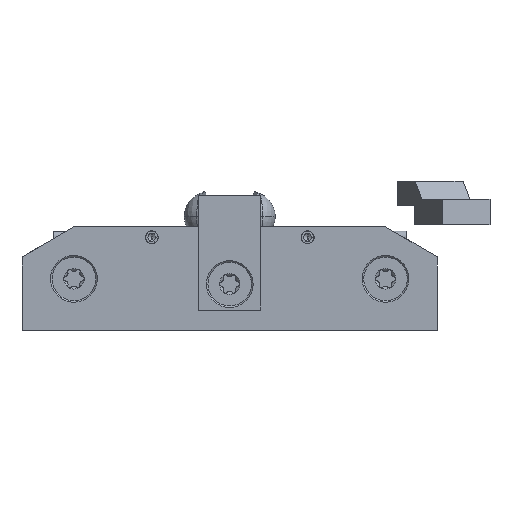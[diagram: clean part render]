
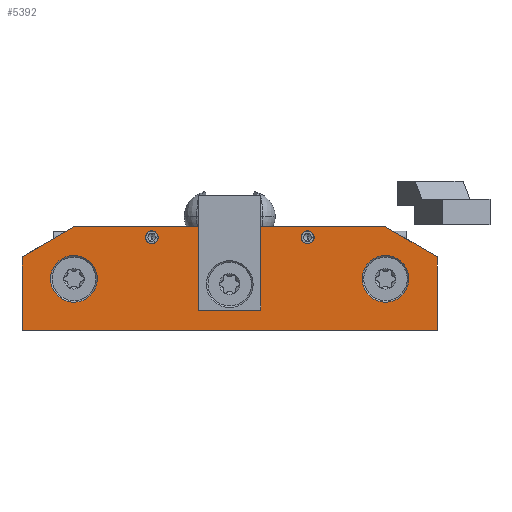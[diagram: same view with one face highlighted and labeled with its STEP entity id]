
A CAD part, left-side view. The second image highlights one B-rep face of the part: STEP entity #5392.
In plain terms, the highlighted planar face has unit normal (-1, 0, 0).
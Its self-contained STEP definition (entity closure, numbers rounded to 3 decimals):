
#163=DIRECTION('',(0.,-1.,0.));
#164=VECTOR('',#163,24.);
#165=CARTESIAN_POINT('',(-12.,-6.,20.));
#166=LINE('',#165,#164);
#225=DIRECTION('',(0.,-1.,0.));
#226=VECTOR('',#225,24.);
#227=CARTESIAN_POINT('',(-12.,30.,20.));
#228=LINE('',#227,#226);
#919=CARTESIAN_POINT('',(-12.,30.,10.));
#920=DIRECTION('',(-1.,0.,0.));
#921=DIRECTION('',(0.,0.,-1.));
#922=AXIS2_PLACEMENT_3D('',#919,#920,#921);
#924=CARTESIAN_POINT('',(-12.,30.,10.));
#925=DIRECTION('',(-1.,0.,0.));
#926=DIRECTION('',(0.,0.,1.));
#927=AXIS2_PLACEMENT_3D('',#924,#925,#926);
#929=CARTESIAN_POINT('',(-12.,-30.,10.));
#930=DIRECTION('',(-1.,0.,0.));
#931=DIRECTION('',(0.,0.,-1.));
#932=AXIS2_PLACEMENT_3D('',#929,#930,#931);
#934=CARTESIAN_POINT('',(-12.,-30.,10.));
#935=DIRECTION('',(-1.,0.,0.));
#936=DIRECTION('',(0.,0.,1.));
#937=AXIS2_PLACEMENT_3D('',#934,#935,#936);
#939=CARTESIAN_POINT('',(-12.,15.,18.));
#940=DIRECTION('',(-1.,0.,0.));
#941=DIRECTION('',(0.,0.,-1.));
#942=AXIS2_PLACEMENT_3D('',#939,#940,#941);
#944=CARTESIAN_POINT('',(-12.,15.,18.));
#945=DIRECTION('',(-1.,0.,0.));
#946=DIRECTION('',(0.,0.,1.));
#947=AXIS2_PLACEMENT_3D('',#944,#945,#946);
#949=CARTESIAN_POINT('',(-12.,-15.,18.));
#950=DIRECTION('',(1.,0.,0.));
#951=DIRECTION('',(0.,0.,1.));
#952=AXIS2_PLACEMENT_3D('',#949,#950,#951);
#954=CARTESIAN_POINT('',(-12.,-15.,18.));
#955=DIRECTION('',(1.,0.,0.));
#956=DIRECTION('',(0.,0.,-1.));
#957=AXIS2_PLACEMENT_3D('',#954,#955,#956);
#959=DIRECTION('',(0.,0.866,0.5));
#960=VECTOR('',#959,11.547);
#961=CARTESIAN_POINT('',(-12.,-40.,14.226));
#962=LINE('',#961,#960);
#963=DIRECTION('',(0.,0.,1.));
#964=VECTOR('',#963,14.226);
#965=CARTESIAN_POINT('',(-12.,40.,0.));
#966=LINE('',#965,#964);
#967=DIRECTION('',(0.,0.866,-0.5));
#968=VECTOR('',#967,11.547);
#969=CARTESIAN_POINT('',(-12.,30.,20.));
#970=LINE('',#969,#968);
#971=DIRECTION('',(0.,0.,-1.));
#972=VECTOR('',#971,16.);
#973=CARTESIAN_POINT('',(-12.,6.,20.));
#974=LINE('',#973,#972);
#975=DIRECTION('',(0.,1.,0.));
#976=VECTOR('',#975,12.);
#977=CARTESIAN_POINT('',(-12.,-6.,4.));
#978=LINE('',#977,#976);
#979=DIRECTION('',(0.,0.,1.));
#980=VECTOR('',#979,16.);
#981=CARTESIAN_POINT('',(-12.,-6.,4.));
#982=LINE('',#981,#980);
#2093=DIRECTION('',(0.,-1.,0.));
#2094=VECTOR('',#2093,80.);
#2095=CARTESIAN_POINT('',(-12.,40.,0.));
#2096=LINE('',#2095,#2094);
#2109=DIRECTION('',(0.,0.,1.));
#2110=VECTOR('',#2109,14.226);
#2111=CARTESIAN_POINT('',(-12.,-40.,0.));
#2112=LINE('',#2111,#2110);
#3578=CARTESIAN_POINT('',(-12.,40.,0.));
#3580=VERTEX_POINT('',#3578);
#3581=CARTESIAN_POINT('',(-12.,-40.,0.));
#3582=VERTEX_POINT('',#3581);
#3585=CARTESIAN_POINT('',(-12.,30.,5.5));
#3586=CARTESIAN_POINT('',(-12.,30.,14.5));
#3587=VERTEX_POINT('',#3585);
#3588=VERTEX_POINT('',#3586);
#3593=CARTESIAN_POINT('',(-12.,-30.,5.5));
#3594=CARTESIAN_POINT('',(-12.,-30.,14.5));
#3595=VERTEX_POINT('',#3593);
#3596=VERTEX_POINT('',#3594);
#3601=CARTESIAN_POINT('',(-12.,15.,16.75));
#3602=CARTESIAN_POINT('',(-12.,15.,19.25));
#3603=VERTEX_POINT('',#3601);
#3604=VERTEX_POINT('',#3602);
#3605=CARTESIAN_POINT('',(-12.,30.,20.));
#3606=CARTESIAN_POINT('',(-12.,40.,14.226));
#3607=VERTEX_POINT('',#3605);
#3608=VERTEX_POINT('',#3606);
#3611=CARTESIAN_POINT('',(-12.,-40.,14.226));
#3613=VERTEX_POINT('',#3611);
#3615=CARTESIAN_POINT('',(-12.,-30.,20.));
#3616=VERTEX_POINT('',#3615);
#3637=CARTESIAN_POINT('',(-12.,-15.,19.25));
#3638=CARTESIAN_POINT('',(-12.,-15.,16.75));
#3639=VERTEX_POINT('',#3637);
#3640=VERTEX_POINT('',#3638);
#4062=CARTESIAN_POINT('',(-12.,-6.,20.));
#4064=VERTEX_POINT('',#4062);
#4066=CARTESIAN_POINT('',(-12.,6.,20.));
#4068=VERTEX_POINT('',#4066);
#4070=CARTESIAN_POINT('',(-12.,-6.,4.));
#4071=VERTEX_POINT('',#4070);
#4072=CARTESIAN_POINT('',(-12.,6.,4.));
#4073=VERTEX_POINT('',#4072);
#5344=CARTESIAN_POINT('',(-12.,40.,0.));
#5345=DIRECTION('',(-1.,0.,0.));
#5346=DIRECTION('',(0.,-1.,0.));
#5347=AXIS2_PLACEMENT_3D('',#5344,#5345,#5346);
#5348=PLANE('',#5347);
#5349=ORIENTED_EDGE('',*,*,#4474,.T.);
#5351=ORIENTED_EDGE('',*,*,#5350,.F.);
#5353=ORIENTED_EDGE('',*,*,#5352,.F.);
#5355=ORIENTED_EDGE('',*,*,#5354,.F.);
#5357=ORIENTED_EDGE('',*,*,#5356,.T.);
#5359=ORIENTED_EDGE('',*,*,#5358,.F.);
#5360=ORIENTED_EDGE('',*,*,#4523,.T.);
#5362=ORIENTED_EDGE('',*,*,#5361,.T.);
#5364=ORIENTED_EDGE('',*,*,#5363,.F.);
#5365=ORIENTED_EDGE('',*,*,#4443,.T.);
#5366=EDGE_LOOP('',(#5349,#5351,#5353,#5355,#5357,#5359,#5360,#5362,#5364,
#5365));
#5367=FACE_OUTER_BOUND('',#5366,.F.);
#5369=ORIENTED_EDGE('',*,*,#5368,.T.);
#5371=ORIENTED_EDGE('',*,*,#5370,.T.);
#5372=EDGE_LOOP('',(#5369,#5371));
#5373=FACE_BOUND('',#5372,.F.);
#5375=ORIENTED_EDGE('',*,*,#5374,.T.);
#5377=ORIENTED_EDGE('',*,*,#5376,.T.);
#5378=EDGE_LOOP('',(#5375,#5377));
#5379=FACE_BOUND('',#5378,.F.);
#5381=ORIENTED_EDGE('',*,*,#5380,.T.);
#5383=ORIENTED_EDGE('',*,*,#5382,.T.);
#5384=EDGE_LOOP('',(#5381,#5383));
#5385=FACE_BOUND('',#5384,.F.);
#5387=ORIENTED_EDGE('',*,*,#5386,.F.);
#5389=ORIENTED_EDGE('',*,*,#5388,.F.);
#5390=EDGE_LOOP('',(#5387,#5389));
#5391=FACE_BOUND('',#5390,.F.);
#923=CIRCLE('',#922,4.5);
#928=CIRCLE('',#927,4.5);
#933=CIRCLE('',#932,4.5);
#938=CIRCLE('',#937,4.5);
#943=CIRCLE('',#942,1.25);
#948=CIRCLE('',#947,1.25);
#953=CIRCLE('',#952,1.25);
#958=CIRCLE('',#957,1.25);
#4443=EDGE_CURVE('',#4071,#4064,#982,.T.);
#4474=EDGE_CURVE('',#4064,#3616,#166,.T.);
#4523=EDGE_CURVE('',#3607,#4068,#228,.T.);
#5350=EDGE_CURVE('',#3613,#3616,#962,.T.);
#5352=EDGE_CURVE('',#3582,#3613,#2112,.T.);
#5354=EDGE_CURVE('',#3580,#3582,#2096,.T.);
#5356=EDGE_CURVE('',#3580,#3608,#966,.T.);
#5358=EDGE_CURVE('',#3607,#3608,#970,.T.);
#5361=EDGE_CURVE('',#4068,#4073,#974,.T.);
#5363=EDGE_CURVE('',#4071,#4073,#978,.T.);
#5368=EDGE_CURVE('',#3587,#3588,#923,.T.);
#5370=EDGE_CURVE('',#3588,#3587,#928,.T.);
#5374=EDGE_CURVE('',#3595,#3596,#933,.T.);
#5376=EDGE_CURVE('',#3596,#3595,#938,.T.);
#5380=EDGE_CURVE('',#3603,#3604,#943,.T.);
#5382=EDGE_CURVE('',#3604,#3603,#948,.T.);
#5386=EDGE_CURVE('',#3639,#3640,#953,.T.);
#5388=EDGE_CURVE('',#3640,#3639,#958,.T.);
#5392=ADVANCED_FACE('',(#5367,#5373,#5379,#5385,#5391),#5348,.T.);
